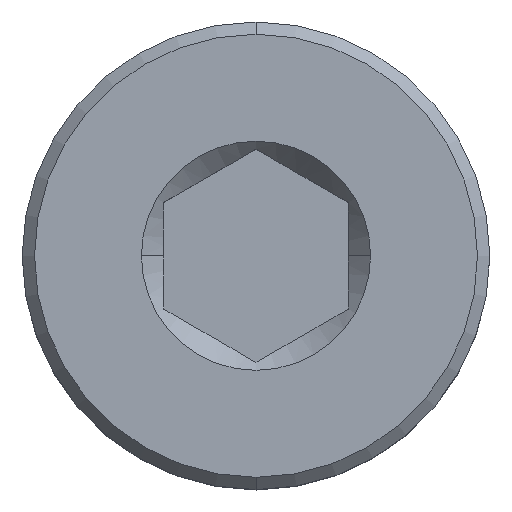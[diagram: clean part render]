
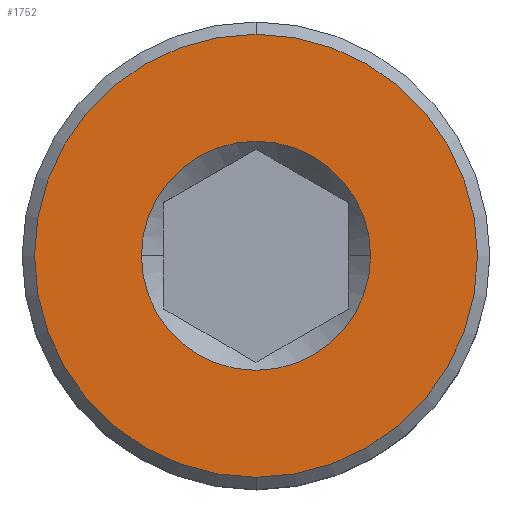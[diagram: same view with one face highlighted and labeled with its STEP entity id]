
A CAD part, top view. The second image highlights one B-rep face of the part: STEP entity #1752.
In plain terms, the highlighted planar face has unit normal (0, 0, 1).
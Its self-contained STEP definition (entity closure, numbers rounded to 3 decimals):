
#18 = VERTEX_POINT ( 'NONE', #3323 ) ;
#152 = CIRCLE ( 'NONE', #2484, 1.8 ) ;
#294 = DIRECTION ( 'NONE',  ( 0., 0., -1. ) ) ;
#345 = EDGE_LOOP ( 'NONE', ( #3701, #1941 ) ) ;
#533 = AXIS2_PLACEMENT_3D ( 'NONE', #3072, #2752, #4141 ) ;
#584 = DIRECTION ( 'NONE',  ( 1., 0., 0. ) ) ;
#844 = CARTESIAN_POINT ( 'NONE',  ( 0., 0., 5. ) ) ;
#1172 = EDGE_CURVE ( 'NONE', #3835, #18, #2540, .T. ) ;
#1248 = AXIS2_PLACEMENT_3D ( 'NONE', #1300, #2333, #584 ) ;
#1300 = CARTESIAN_POINT ( 'NONE',  ( 0., 0., 5. ) ) ;
#1329 = VERTEX_POINT ( 'NONE', #3064 ) ;
#1349 = CIRCLE ( 'NONE', #1248, 0.931 ) ;
#1365 = ORIENTED_EDGE ( 'NONE', *, *, #3532, .F. ) ;
#1495 = VERTEX_POINT ( 'NONE', #3728 ) ;
#1555 = FACE_OUTER_BOUND ( 'NONE', #3780, .T. ) ;
#1561 = DIRECTION ( 'NONE',  ( 0., 0., 1. ) ) ;
#1618 = CIRCLE ( 'NONE', #4080, 1.8 ) ;
#1689 = CARTESIAN_POINT ( 'NONE',  ( -0.931, 0., 5. ) ) ;
#1696 = PLANE ( 'NONE',  #533 ) ;
#1752 = ADVANCED_FACE ( 'NONE', ( #2966, #1555 ), #1696, .T. ) ;
#1904 = CARTESIAN_POINT ( 'NONE',  ( 0., 0., 5. ) ) ;
#1941 = ORIENTED_EDGE ( 'NONE', *, *, #1172, .F. ) ;
#2215 = DIRECTION ( 'NONE',  ( 0., 0., -1. ) ) ;
#2333 = DIRECTION ( 'NONE',  ( 0., 0., 1. ) ) ;
#2484 = AXIS2_PLACEMENT_3D ( 'NONE', #3082, #294, #3418 ) ;
#2540 = CIRCLE ( 'NONE', #3321, 0.931 ) ;
#2678 = ORIENTED_EDGE ( 'NONE', *, *, #4145, .F. ) ;
#2752 = DIRECTION ( 'NONE',  ( 0., 0., 1. ) ) ;
#2966 = FACE_BOUND ( 'NONE', #345, .T. ) ;
#3064 = CARTESIAN_POINT ( 'NONE',  ( 0., 1.8, 5. ) ) ;
#3072 = CARTESIAN_POINT ( 'NONE',  ( 0., 0., 5. ) ) ;
#3082 = CARTESIAN_POINT ( 'NONE',  ( 0., 0., 5. ) ) ;
#3295 = DIRECTION ( 'NONE',  ( 0., 1., 0. ) ) ;
#3321 = AXIS2_PLACEMENT_3D ( 'NONE', #1904, #1561, #4362 ) ;
#3323 = CARTESIAN_POINT ( 'NONE',  ( 0.931, 0., 5. ) ) ;
#3418 = DIRECTION ( 'NONE',  ( 0., 1., 0. ) ) ;
#3532 = EDGE_CURVE ( 'NONE', #1329, #1495, #152, .T. ) ;
#3701 = ORIENTED_EDGE ( 'NONE', *, *, #4466, .F. ) ;
#3728 = CARTESIAN_POINT ( 'NONE',  ( 0., -1.8, 5. ) ) ;
#3780 = EDGE_LOOP ( 'NONE', ( #1365, #2678 ) ) ;
#3835 = VERTEX_POINT ( 'NONE', #1689 ) ;
#4080 = AXIS2_PLACEMENT_3D ( 'NONE', #844, #2215, #3295 ) ;
#4141 = DIRECTION ( 'NONE',  ( 0., -1., 0. ) ) ;
#4145 = EDGE_CURVE ( 'NONE', #1495, #1329, #1618, .T. ) ;
#4362 = DIRECTION ( 'NONE',  ( 1., 0., 0. ) ) ;
#4466 = EDGE_CURVE ( 'NONE', #18, #3835, #1349, .T. ) ;
